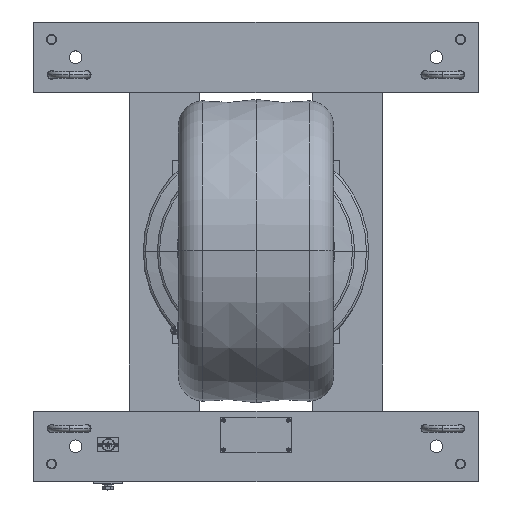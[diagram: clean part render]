
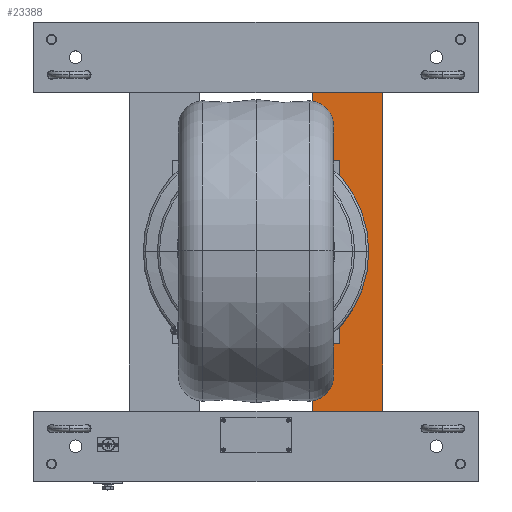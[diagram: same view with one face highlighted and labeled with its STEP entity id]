
A CAD part, top view. The second image highlights one B-rep face of the part: STEP entity #23388.
In plain terms, the highlighted planar face has unit normal (0, 0, 1).
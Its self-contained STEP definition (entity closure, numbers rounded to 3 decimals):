
#3526 = AXIS2_PLACEMENT_3D ( 'NONE', #46941, #46927, #46912 ) ;
#7262 = FACE_OUTER_BOUND ( 'NONE', #62801, .T. ) ;
#14488 = CARTESIAN_POINT ( 'NONE',  ( 80., -226., -61. ) ) ;
#15283 = CARTESIAN_POINT ( 'NONE',  ( 80., 226., -61. ) ) ;
#15435 = CARTESIAN_POINT ( 'NONE',  ( 180., 226., -61. ) ) ;
#15828 = CARTESIAN_POINT ( 'NONE',  ( 180., -226., -61. ) ) ;
#22544 = VERTEX_POINT ( 'NONE', #15283 ) ;
#22550 = VERTEX_POINT ( 'NONE', #15435 ) ;
#22605 = VERTEX_POINT ( 'NONE', #15828 ) ;
#22719 = VERTEX_POINT ( 'NONE', #14488 ) ;
#23388 = ADVANCED_FACE ( 'NONE', ( #7262 ), #46918, .F. ) ;
#27064 = LINE ( 'NONE', #28572, #27150 ) ;
#27073 = LINE ( 'NONE', #28606, #27146 ) ;
#27112 = VECTOR ( 'NONE', #28645, 1000. ) ;
#27132 = LINE ( 'NONE', #28610, #27112 ) ;
#27146 = VECTOR ( 'NONE', #28600, 1000. ) ;
#27150 = VECTOR ( 'NONE', #28602, 1000. ) ;
#27157 = VECTOR ( 'NONE', #28660, 1000. ) ;
#27184 = LINE ( 'NONE', #28659, #27157 ) ;
#28572 = CARTESIAN_POINT ( 'NONE',  ( 180., -226., -61. ) ) ;
#28600 = DIRECTION ( 'NONE',  ( -1., 0., 0. ) ) ;
#28602 = DIRECTION ( 'NONE',  ( 0., 1., 0. ) ) ;
#28606 = CARTESIAN_POINT ( 'NONE',  ( 180., -226., -61. ) ) ;
#28610 = CARTESIAN_POINT ( 'NONE',  ( 80., -226., -61. ) ) ;
#28645 = DIRECTION ( 'NONE',  ( 0., 1., 0. ) ) ;
#28659 = CARTESIAN_POINT ( 'NONE',  ( 180., 226., -61. ) ) ;
#28660 = DIRECTION ( 'NONE',  ( -1., 0., 0. ) ) ;
#32017 = EDGE_CURVE ( 'NONE', #22605, #22719, #27073, .T. ) ;
#32028 = EDGE_CURVE ( 'NONE', #22605, #22550, #27064, .T. ) ;
#32100 = EDGE_CURVE ( 'NONE', #22719, #22544, #27132, .T. ) ;
#32191 = EDGE_CURVE ( 'NONE', #22550, #22544, #27184, .T. ) ;
#46912 = DIRECTION ( 'NONE',  ( 0., 1., 0. ) ) ;
#46918 = PLANE ( 'NONE',  #3526 ) ;
#46927 = DIRECTION ( 'NONE',  ( 0., 0., -1. ) ) ;
#46941 = CARTESIAN_POINT ( 'NONE',  ( 180., -226., -61. ) ) ;
#62801 = EDGE_LOOP ( 'NONE', ( #78270, #78271, #78262, #78254 ) ) ;
#78254 = ORIENTED_EDGE ( 'NONE', *, *, #32028, .T. ) ;
#78262 = ORIENTED_EDGE ( 'NONE', *, *, #32017, .F. ) ;
#78270 = ORIENTED_EDGE ( 'NONE', *, *, #32191, .T. ) ;
#78271 = ORIENTED_EDGE ( 'NONE', *, *, #32100, .F. ) ;
